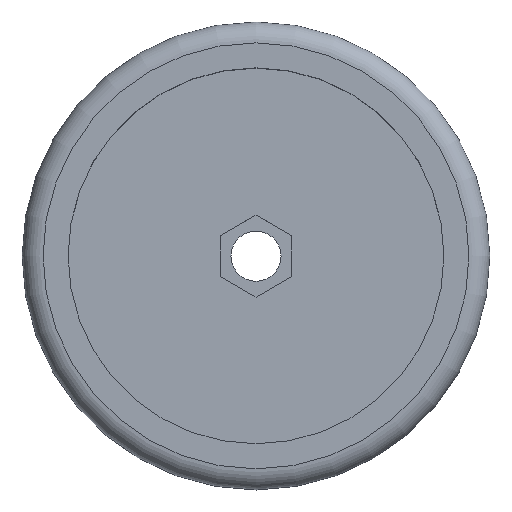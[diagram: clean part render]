
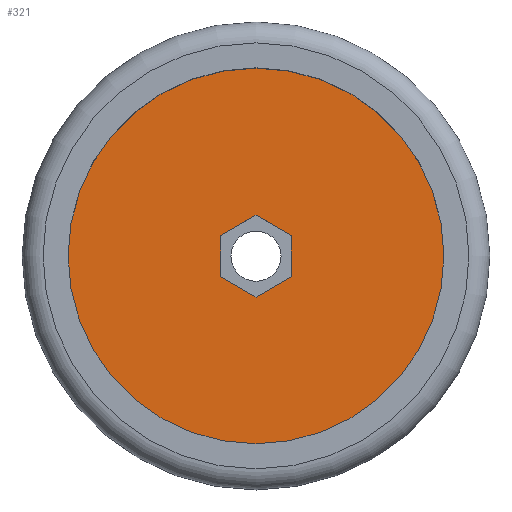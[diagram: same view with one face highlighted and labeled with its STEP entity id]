
A CAD part, top view. The second image highlights one B-rep face of the part: STEP entity #321.
In plain terms, the highlighted planar face has unit normal (0, 0, 1).
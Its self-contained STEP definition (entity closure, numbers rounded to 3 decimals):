
#20=FACE_BOUND('',#135,.T.);
#33=PLANE('',#372);
#39=LINE('',#518,#63);
#43=LINE('',#526,#67);
#46=LINE('',#532,#70);
#49=LINE('',#538,#73);
#52=LINE('',#544,#76);
#55=LINE('',#549,#79);
#63=VECTOR('',#430,10.);
#67=VECTOR('',#436,10.);
#70=VECTOR('',#441,10.);
#73=VECTOR('',#446,10.);
#76=VECTOR('',#451,10.);
#79=VECTOR('',#456,10.);
#108=FACE_OUTER_BOUND('',#134,.T.);
#134=EDGE_LOOP('',(#291));
#135=EDGE_LOOP('',(#292,#293,#294,#295,#296,#297));
#153=CIRCLE('',#371,45.);
#166=VERTEX_POINT('',#516);
#167=VERTEX_POINT('',#517);
#170=VERTEX_POINT('',#525);
#172=VERTEX_POINT('',#531);
#174=VERTEX_POINT('',#537);
#176=VERTEX_POINT('',#543);
#179=VERTEX_POINT('',#557);
#198=EDGE_CURVE('',#166,#167,#39,.T.);
#202=EDGE_CURVE('',#170,#166,#43,.T.);
#205=EDGE_CURVE('',#172,#170,#46,.T.);
#208=EDGE_CURVE('',#174,#172,#49,.T.);
#211=EDGE_CURVE('',#176,#174,#52,.T.);
#214=EDGE_CURVE('',#167,#176,#55,.T.);
#219=EDGE_CURVE('',#179,#179,#153,.T.);
#291=ORIENTED_EDGE('',*,*,#219,.F.);
#292=ORIENTED_EDGE('',*,*,#198,.T.);
#293=ORIENTED_EDGE('',*,*,#214,.T.);
#294=ORIENTED_EDGE('',*,*,#211,.T.);
#295=ORIENTED_EDGE('',*,*,#208,.T.);
#296=ORIENTED_EDGE('',*,*,#205,.T.);
#297=ORIENTED_EDGE('',*,*,#202,.T.);
#321=ADVANCED_FACE('',(#108,#20),#33,.T.);
#371=AXIS2_PLACEMENT_3D('',#559,#468,#469);
#372=AXIS2_PLACEMENT_3D('',#560,#470,#471);
#430=DIRECTION('',(-0.866,0.5,0.));
#436=DIRECTION('',(-0.866,-0.5,0.));
#441=DIRECTION('',(0.,-1.,0.));
#446=DIRECTION('',(0.866,-0.5,0.));
#451=DIRECTION('',(0.866,0.5,0.));
#456=DIRECTION('',(0.,1.,0.));
#468=DIRECTION('center_axis',(0.,0.,-1.));
#469=DIRECTION('ref_axis',(-1.,0.,0.));
#470=DIRECTION('center_axis',(0.,0.,1.));
#471=DIRECTION('ref_axis',(-1.,0.,0.));
#516=CARTESIAN_POINT('',(0.,-9.815,6.));
#517=CARTESIAN_POINT('',(-8.5,-4.907,6.));
#518=CARTESIAN_POINT('',(-2.125,-8.588,6.));
#525=CARTESIAN_POINT('',(8.5,-4.907,6.));
#526=CARTESIAN_POINT('',(6.375,-6.134,6.));
#531=CARTESIAN_POINT('',(8.5,4.907,6.));
#532=CARTESIAN_POINT('',(8.5,2.454,6.));
#537=CARTESIAN_POINT('',(0.,9.815,6.));
#538=CARTESIAN_POINT('',(2.125,8.588,6.));
#543=CARTESIAN_POINT('',(-8.5,4.907,6.));
#544=CARTESIAN_POINT('',(-6.375,6.134,6.));
#549=CARTESIAN_POINT('',(-8.5,-2.454,6.));
#557=CARTESIAN_POINT('',(45.,0.,6.));
#559=CARTESIAN_POINT('Origin',(0.,0.,6.));
#560=CARTESIAN_POINT('Origin',(0.,0.,6.));
